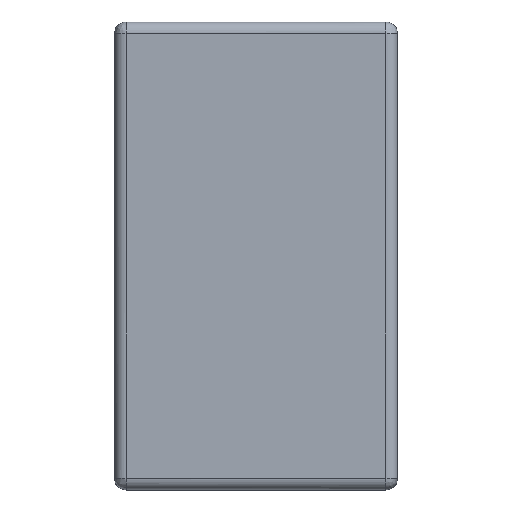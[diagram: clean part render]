
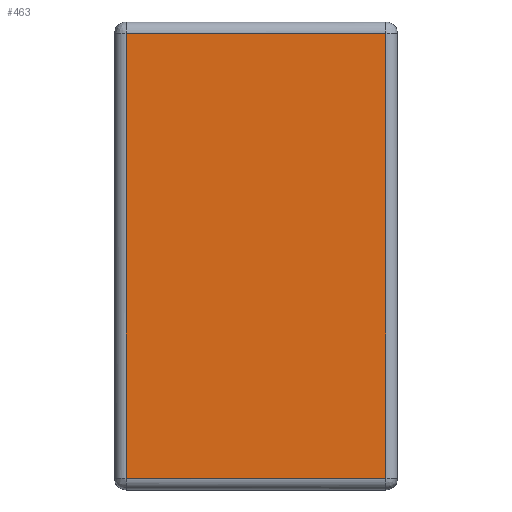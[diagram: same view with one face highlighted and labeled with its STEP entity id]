
A CAD part, top view. The second image highlights one B-rep face of the part: STEP entity #463.
In plain terms, the highlighted free-form (B-spline) face has degree [1, 1] with [2, 2] control points.
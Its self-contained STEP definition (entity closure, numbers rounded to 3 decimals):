
#463 = ADVANCED_FACE('',(#464),#494,.T.);
#464 = FACE_BOUND('',#465,.T.);
#465 = EDGE_LOOP('',(#466,#475,#482,#489));
#466 = ORIENTED_EDGE('',*,*,#467,.F.);
#467 = EDGE_CURVE('',#468,#470,#472,.T.);
#468 = VERTEX_POINT('',#469);
#469 = CARTESIAN_POINT('',(-53.051,-90.776,
    28.294));
#470 = VERTEX_POINT('',#471);
#471 = CARTESIAN_POINT('',(-53.051,90.776,
    28.294));
#472 = B_SPLINE_CURVE_WITH_KNOTS('',1,(#473,#474),.UNSPECIFIED.,.F.,.F.,
  (2,2),(0.,154.),.PIECEWISE_BEZIER_KNOTS.);
#473 = CARTESIAN_POINT('',(-53.051,-90.776,
    28.294));
#474 = CARTESIAN_POINT('',(-53.051,90.776,
    28.294));
#475 = ORIENTED_EDGE('',*,*,#476,.F.);
#476 = EDGE_CURVE('',#477,#468,#479,.T.);
#477 = VERTEX_POINT('',#478);
#478 = CARTESIAN_POINT('',(53.051,-90.776,
    28.294));
#479 = B_SPLINE_CURVE_WITH_KNOTS('',1,(#480,#481),.UNSPECIFIED.,.F.,.F.,
  (2,2),(0.,90.),.PIECEWISE_BEZIER_KNOTS.);
#480 = CARTESIAN_POINT('',(53.051,-90.776,
    28.294));
#481 = CARTESIAN_POINT('',(-53.051,-90.776,
    28.294));
#482 = ORIENTED_EDGE('',*,*,#483,.F.);
#483 = EDGE_CURVE('',#484,#477,#486,.T.);
#484 = VERTEX_POINT('',#485);
#485 = CARTESIAN_POINT('',(53.051,90.776,
    28.294));
#486 = B_SPLINE_CURVE_WITH_KNOTS('',1,(#487,#488),.UNSPECIFIED.,.F.,.F.,
  (2,2),(0.,154.),.PIECEWISE_BEZIER_KNOTS.);
#487 = CARTESIAN_POINT('',(53.051,90.776,
    28.294));
#488 = CARTESIAN_POINT('',(53.051,-90.776,
    28.294));
#489 = ORIENTED_EDGE('',*,*,#490,.F.);
#490 = EDGE_CURVE('',#470,#484,#491,.T.);
#491 = B_SPLINE_CURVE_WITH_KNOTS('',1,(#492,#493),.UNSPECIFIED.,.F.,.F.,
  (2,2),(0.,90.),.PIECEWISE_BEZIER_KNOTS.);
#492 = CARTESIAN_POINT('',(-53.051,90.776,
    28.294));
#493 = CARTESIAN_POINT('',(53.051,90.776,
    28.294));
#494 = B_SPLINE_SURFACE_WITH_KNOTS('',1,1,(
    (#495,#496)
    ,(#497,#498
    )),.UNSPECIFIED.,.F.,.F.,.F.,(2,2),(2,2),(-45.,45.),(-77.,77.),
  .PIECEWISE_BEZIER_KNOTS.);
#495 = CARTESIAN_POINT('',(-53.051,-90.776,
    28.294));
#496 = CARTESIAN_POINT('',(-53.051,90.776,
    28.294));
#497 = CARTESIAN_POINT('',(53.051,-90.776,
    28.294));
#498 = CARTESIAN_POINT('',(53.051,90.776,
    28.294));
